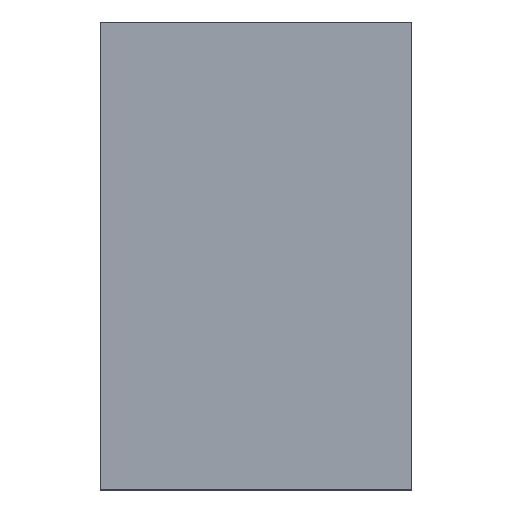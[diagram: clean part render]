
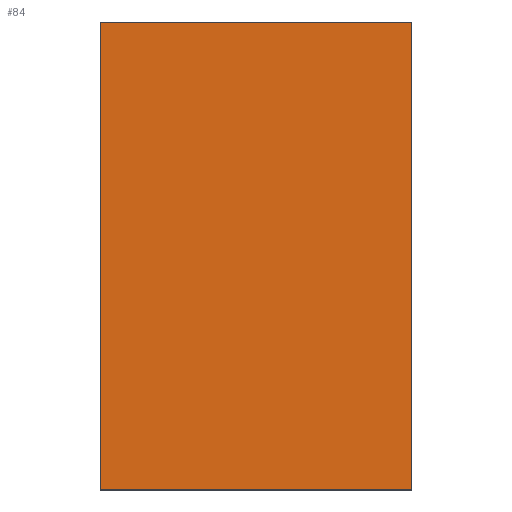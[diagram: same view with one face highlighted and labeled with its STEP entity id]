
A CAD part, top view. The second image highlights one B-rep face of the part: STEP entity #84.
In plain terms, the highlighted planar face has unit normal (0, 0, 1).
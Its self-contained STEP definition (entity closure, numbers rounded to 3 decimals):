
#4 = VECTOR ( 'NONE', #130, 1000. ) ;
#5 = VERTEX_POINT ( 'NONE', #177 ) ;
#11 = PLANE ( 'NONE',  #43 ) ;
#16 = DIRECTION ( 'NONE',  ( 1., 0., 0. ) ) ;
#22 = VERTEX_POINT ( 'NONE', #103 ) ;
#43 = AXIS2_PLACEMENT_3D ( 'NONE', #176, #86, #120 ) ;
#53 = EDGE_CURVE ( 'NONE', #173, #22, #148, .T. ) ;
#58 = ORIENTED_EDGE ( 'NONE', *, *, #112, .T. ) ;
#67 = VECTOR ( 'NONE', #124, 1000. ) ;
#71 = CARTESIAN_POINT ( 'NONE',  ( 6., -9., 1. ) ) ;
#80 = LINE ( 'NONE', #71, #132 ) ;
#81 = LINE ( 'NONE', #224, #98 ) ;
#84 = ADVANCED_FACE ( 'NONE', ( #163 ), #11, .F. ) ;
#86 = DIRECTION ( 'NONE',  ( 0., 0., -1. ) ) ;
#90 = CARTESIAN_POINT ( 'NONE',  ( 6., -9., 1. ) ) ;
#98 = VECTOR ( 'NONE', #16, 1000. ) ;
#102 = EDGE_LOOP ( 'NONE', ( #58, #195, #121, #209 ) ) ;
#103 = CARTESIAN_POINT ( 'NONE',  ( -6., -9., 1. ) ) ;
#110 = CARTESIAN_POINT ( 'NONE',  ( -6., 9., 1. ) ) ;
#112 = EDGE_CURVE ( 'NONE', #149, #5, #80, .T. ) ;
#120 = DIRECTION ( 'NONE',  ( -1., 0., 0. ) ) ;
#121 = ORIENTED_EDGE ( 'NONE', *, *, #53, .T. ) ;
#124 = DIRECTION ( 'NONE',  ( 0., -1., 0. ) ) ;
#130 = DIRECTION ( 'NONE',  ( -1., 0., 0. ) ) ;
#132 = VECTOR ( 'NONE', #141, 1000. ) ;
#141 = DIRECTION ( 'NONE',  ( 0., 1., 0. ) ) ;
#148 = LINE ( 'NONE', #215, #67 ) ;
#149 = VERTEX_POINT ( 'NONE', #90 ) ;
#163 = FACE_OUTER_BOUND ( 'NONE', #102, .T. ) ;
#173 = VERTEX_POINT ( 'NONE', #110 ) ;
#176 = CARTESIAN_POINT ( 'NONE',  ( 0., 0., 1. ) ) ;
#177 = CARTESIAN_POINT ( 'NONE',  ( 6., 9., 1. ) ) ;
#195 = ORIENTED_EDGE ( 'NONE', *, *, #231, .T. ) ;
#201 = CARTESIAN_POINT ( 'NONE',  ( -6., 9., 1. ) ) ;
#208 = LINE ( 'NONE', #201, #4 ) ;
#209 = ORIENTED_EDGE ( 'NONE', *, *, #227, .T. ) ;
#215 = CARTESIAN_POINT ( 'NONE',  ( -6., -9., 1. ) ) ;
#224 = CARTESIAN_POINT ( 'NONE',  ( -6., -9., 1. ) ) ;
#227 = EDGE_CURVE ( 'NONE', #22, #149, #81, .T. ) ;
#231 = EDGE_CURVE ( 'NONE', #5, #173, #208, .T. ) ;
